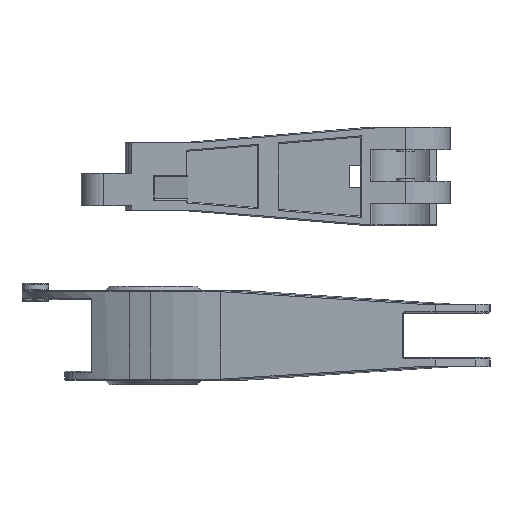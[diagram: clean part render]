
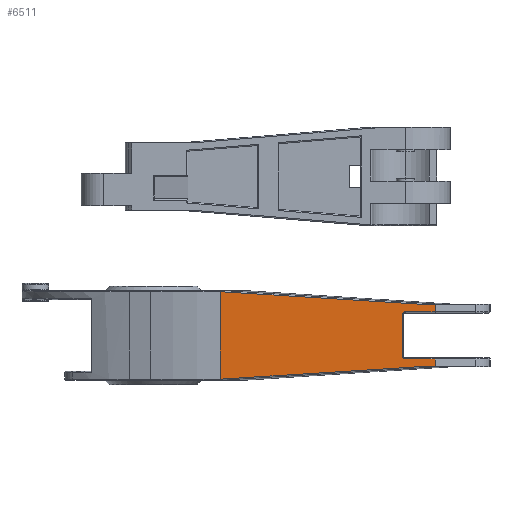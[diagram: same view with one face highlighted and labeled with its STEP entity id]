
A CAD part, front view. The second image highlights one B-rep face of the part: STEP entity #6511.
In plain terms, the highlighted face is planar.
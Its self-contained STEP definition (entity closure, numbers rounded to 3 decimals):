
#182 = ORIENTED_EDGE ( 'NONE', *, *, #2007, .T. ) ;
#639 = EDGE_CURVE ( 'NONE', #7192, #7561, #926, .T. ) ;
#668 = VECTOR ( 'NONE', #5210, 1000. ) ;
#681 = CARTESIAN_POINT ( 'NONE',  ( -118.505, 5.663, 10.086 ) ) ;
#686 =( BOUNDED_CURVE ( )  B_SPLINE_CURVE ( 3, ( #6383, #9453, #8704, #1289 ),
 .UNSPECIFIED., .F., .F. ) 
 B_SPLINE_CURVE_WITH_KNOTS ( ( 4, 4 ),
 ( 3.142, 4.712 ),
 .UNSPECIFIED. ) 
 CURVE ( )  GEOMETRIC_REPRESENTATION_ITEM ( )  RATIONAL_B_SPLINE_CURVE ( ( 1., 0.805, 0.805, 1. ) ) 
 REPRESENTATION_ITEM ( '' )  );
#702 = VERTEX_POINT ( 'NONE', #1639 ) ;
#704 = CARTESIAN_POINT ( 'NONE',  ( -132.173, 1.182, 22. ) ) ;
#884 = EDGE_CURVE ( 'NONE', #1790, #702, #7637, .T. ) ;
#909 = VECTOR ( 'NONE', #5160, 1000. ) ;
#926 = LINE ( 'NONE', #7892, #3303 ) ;
#933 = LINE ( 'NONE', #3246, #2435 ) ;
#1162 = LINE ( 'NONE', #8116, #8848 ) ;
#1183 = ORIENTED_EDGE ( 'NONE', *, *, #6658, .F. ) ;
#1209 = ORIENTED_EDGE ( 'NONE', *, *, #9133, .T. ) ;
#1289 = CARTESIAN_POINT ( 'NONE',  ( -119.476, 5.345, -10.5 ) ) ;
#1509 = DIRECTION ( 'NONE',  ( 0.948, 0.311, 0.062 ) ) ;
#1529 = CARTESIAN_POINT ( 'NONE',  ( -118.908, 5.531, 10.5 ) ) ;
#1595 = CARTESIAN_POINT ( 'NONE',  ( -132.173, 1.182, 22. ) ) ;
#1639 = CARTESIAN_POINT ( 'NONE',  ( -118.505, 5.663, 9.5 ) ) ;
#1647 = DIRECTION ( 'NONE',  ( 0., 0., 1. ) ) ;
#1681 = ORIENTED_EDGE ( 'NONE', *, *, #8747, .T. ) ;
#1774 = AXIS2_PLACEMENT_3D ( 'NONE', #6130, #9199, #2340 ) ;
#1790 = VERTEX_POINT ( 'NONE', #6205 ) ;
#1801 = CARTESIAN_POINT ( 'NONE',  ( -119.476, 5.345, -10.5 ) ) ;
#2007 = EDGE_CURVE ( 'NONE', #5392, #7192, #4261, .T. ) ;
#2087 = DIRECTION ( 'NONE',  ( 0.95, 0.312, 0. ) ) ;
#2305 = CARTESIAN_POINT ( 'NONE',  ( -132.173, 1.182, -14. ) ) ;
#2340 = DIRECTION ( 'NONE',  ( 0.95, 0.312, 0. ) ) ;
#2356 = VERTEX_POINT ( 'NONE', #6635 ) ;
#2368 = CARTESIAN_POINT ( 'NONE',  ( -41.294, 30.978, 19.5 ) ) ;
#2402 = CARTESIAN_POINT ( 'NONE',  ( -41.125, 31.033, 19.511 ) ) ;
#2435 = VECTOR ( 'NONE', #3947, 1000. ) ;
#2520 = ORIENTED_EDGE ( 'NONE', *, *, #4823, .T. ) ;
#2659 = DIRECTION ( 'NONE',  ( -0.948, -0.311, 0.062 ) ) ;
#2685 = DIRECTION ( 'NONE',  ( 0.95, 0.312, 0. ) ) ;
#2894 = EDGE_LOOP ( 'NONE', ( #1209, #4363, #2520, #3656, #9639, #182, #5320, #4208, #4655, #3845, #8573, #1183, #1681, #5790 ) ) ;
#2935 = CARTESIAN_POINT ( 'NONE',  ( -118.505, 5.663, 9.5 ) ) ;
#3090 = PLANE ( 'NONE',  #1774 ) ;
#3246 = CARTESIAN_POINT ( 'NONE',  ( -132.222, 1.166, 10.5 ) ) ;
#3250 = VERTEX_POINT ( 'NONE', #2305 ) ;
#3303 = VECTOR ( 'NONE', #3938, 1000. ) ;
#3457 = VECTOR ( 'NONE', #2659, 1000. ) ;
#3547 = VERTEX_POINT ( 'NONE', #4344 ) ;
#3588 = VERTEX_POINT ( 'NONE', #4392 ) ;
#3608 = DIRECTION ( 'NONE',  ( -0.95, -0.312, 0. ) ) ;
#3633 = CARTESIAN_POINT ( 'NONE',  ( -119.476, 5.345, 10.5 ) ) ;
#3656 = ORIENTED_EDGE ( 'NONE', *, *, #6101, .T. ) ;
#3696 = FACE_OUTER_BOUND ( 'NONE', #2894, .T. ) ;
#3712 = CARTESIAN_POINT ( 'NONE',  ( -41.154, 31.023, -19.5 ) ) ;
#3778 = DIRECTION ( 'NONE',  ( 0., 0., 1. ) ) ;
#3781 = VERTEX_POINT ( 'NONE', #1801 ) ;
#3845 = ORIENTED_EDGE ( 'NONE', *, *, #9104, .T. ) ;
#3938 = DIRECTION ( 'NONE',  ( -0.95, -0.312, 0. ) ) ;
#3947 = DIRECTION ( 'NONE',  ( -0.95, -0.312, 0. ) ) ;
#3954 = LINE ( 'NONE', #2402, #4789 ) ;
#4058 = LINE ( 'NONE', #8668, #3457 ) ;
#4208 = ORIENTED_EDGE ( 'NONE', *, *, #4576, .T. ) ;
#4258 = VERTEX_POINT ( 'NONE', #6323 ) ;
#4261 = LINE ( 'NONE', #8972, #909 ) ;
#4344 = CARTESIAN_POINT ( 'NONE',  ( -132.173, 1.182, -10.5 ) ) ;
#4363 = ORIENTED_EDGE ( 'NONE', *, *, #8634, .T. ) ;
#4392 = CARTESIAN_POINT ( 'NONE',  ( -118.505, 5.663, -9.5 ) ) ;
#4576 = EDGE_CURVE ( 'NONE', #7561, #5558, #4058, .T. ) ;
#4655 = ORIENTED_EDGE ( 'NONE', *, *, #8452, .T. ) ;
#4678 = CARTESIAN_POINT ( 'NONE',  ( -41.294, 30.978, -19.5 ) ) ;
#4789 = VECTOR ( 'NONE', #1509, 1000. ) ;
#4823 = EDGE_CURVE ( 'NONE', #2356, #8589, #7948, .T. ) ;
#5160 = DIRECTION ( 'NONE',  ( 0., 0., -1. ) ) ;
#5210 = DIRECTION ( 'NONE',  ( 0., 0., 1. ) ) ;
#5320 = ORIENTED_EDGE ( 'NONE', *, *, #639, .T. ) ;
#5363 = CARTESIAN_POINT ( 'NONE',  ( -118.505, 5.663, 22. ) ) ;
#5392 = VERTEX_POINT ( 'NONE', #8690 ) ;
#5496 = VECTOR ( 'NONE', #2087, 1000. ) ;
#5558 = VERTEX_POINT ( 'NONE', #8935 ) ;
#5790 = ORIENTED_EDGE ( 'NONE', *, *, #884, .F. ) ;
#6101 = EDGE_CURVE ( 'NONE', #8589, #9836, #3954, .T. ) ;
#6130 = CARTESIAN_POINT ( 'NONE',  ( -132.222, 1.166, 22. ) ) ;
#6205 = CARTESIAN_POINT ( 'NONE',  ( -119.476, 5.345, 10.5 ) ) ;
#6323 = CARTESIAN_POINT ( 'NONE',  ( -132.173, 1.182, 10.5 ) ) ;
#6383 = CARTESIAN_POINT ( 'NONE',  ( -118.505, 5.663, -9.5 ) ) ;
#6430 = LINE ( 'NONE', #7844, #7728 ) ;
#6511 = ADVANCED_FACE ( 'NONE', ( #3696 ), #3090, .F. ) ;
#6635 = CARTESIAN_POINT ( 'NONE',  ( -132.173, 1.182, 14. ) ) ;
#6658 = EDGE_CURVE ( 'NONE', #3588, #3781, #686, .T. ) ;
#6843 = LINE ( 'NONE', #704, #668 ) ;
#6933 = LINE ( 'NONE', #1595, #7868 ) ;
#7148 = EDGE_CURVE ( 'NONE', #9836, #5392, #9489, .T. ) ;
#7192 = VERTEX_POINT ( 'NONE', #3712 ) ;
#7367 = VECTOR ( 'NONE', #8743, 1000. ) ;
#7561 = VERTEX_POINT ( 'NONE', #4678 ) ;
#7637 =( BOUNDED_CURVE ( )  B_SPLINE_CURVE ( 3, ( #3633, #1529, #681, #2935 ),
 .UNSPECIFIED., .F., .F. ) 
 B_SPLINE_CURVE_WITH_KNOTS ( ( 4, 4 ),
 ( 4.712, 6.283 ),
 .UNSPECIFIED. ) 
 CURVE ( )  GEOMETRIC_REPRESENTATION_ITEM ( )  RATIONAL_B_SPLINE_CURVE ( ( 1., 0.805, 0.805, 1. ) ) 
 REPRESENTATION_ITEM ( '' )  );
#7680 = EDGE_CURVE ( 'NONE', #3547, #3781, #6430, .T. ) ;
#7728 = VECTOR ( 'NONE', #2685, 1000. ) ;
#7844 = CARTESIAN_POINT ( 'NONE',  ( -119.091, 5.471, -10.5 ) ) ;
#7868 = VECTOR ( 'NONE', #1647, 1000. ) ;
#7892 = CARTESIAN_POINT ( 'NONE',  ( -41.154, 31.023, -19.5 ) ) ;
#7948 = LINE ( 'NONE', #8948, #5496 ) ;
#8027 = VECTOR ( 'NONE', #3778, 1000. ) ;
#8116 = CARTESIAN_POINT ( 'NONE',  ( -132.222, 1.166, -14. ) ) ;
#8316 = CARTESIAN_POINT ( 'NONE',  ( -124.772, 3.608, 14. ) ) ;
#8452 = EDGE_CURVE ( 'NONE', #5558, #3250, #1162, .T. ) ;
#8573 = ORIENTED_EDGE ( 'NONE', *, *, #7680, .T. ) ;
#8589 = VERTEX_POINT ( 'NONE', #8316 ) ;
#8634 = EDGE_CURVE ( 'NONE', #4258, #2356, #6843, .T. ) ;
#8668 = CARTESIAN_POINT ( 'NONE',  ( -134.326, 0.476, -13.371 ) ) ;
#8690 = CARTESIAN_POINT ( 'NONE',  ( -41.154, 31.023, 19.5 ) ) ;
#8704 = CARTESIAN_POINT ( 'NONE',  ( -118.908, 5.531, -10.5 ) ) ;
#8743 = DIRECTION ( 'NONE',  ( 0.95, 0.312, 0. ) ) ;
#8747 = EDGE_CURVE ( 'NONE', #3588, #702, #9179, .T. ) ;
#8848 = VECTOR ( 'NONE', #3608, 1000. ) ;
#8935 = CARTESIAN_POINT ( 'NONE',  ( -124.772, 3.608, -14. ) ) ;
#8948 = CARTESIAN_POINT ( 'NONE',  ( -159.241, -7.693, 14. ) ) ;
#8972 = CARTESIAN_POINT ( 'NONE',  ( -41.154, 31.023, 22. ) ) ;
#9025 = CARTESIAN_POINT ( 'NONE',  ( -11.55, 40.729, 19.5 ) ) ;
#9104 = EDGE_CURVE ( 'NONE', #3250, #3547, #6933, .T. ) ;
#9133 = EDGE_CURVE ( 'NONE', #1790, #4258, #933, .T. ) ;
#9179 = LINE ( 'NONE', #5363, #8027 ) ;
#9199 = DIRECTION ( 'NONE',  ( 0.312, -0.95, 0. ) ) ;
#9453 = CARTESIAN_POINT ( 'NONE',  ( -118.505, 5.663, -10.086 ) ) ;
#9489 = LINE ( 'NONE', #9025, #7367 ) ;
#9639 = ORIENTED_EDGE ( 'NONE', *, *, #7148, .T. ) ;
#9836 = VERTEX_POINT ( 'NONE', #2368 ) ;
